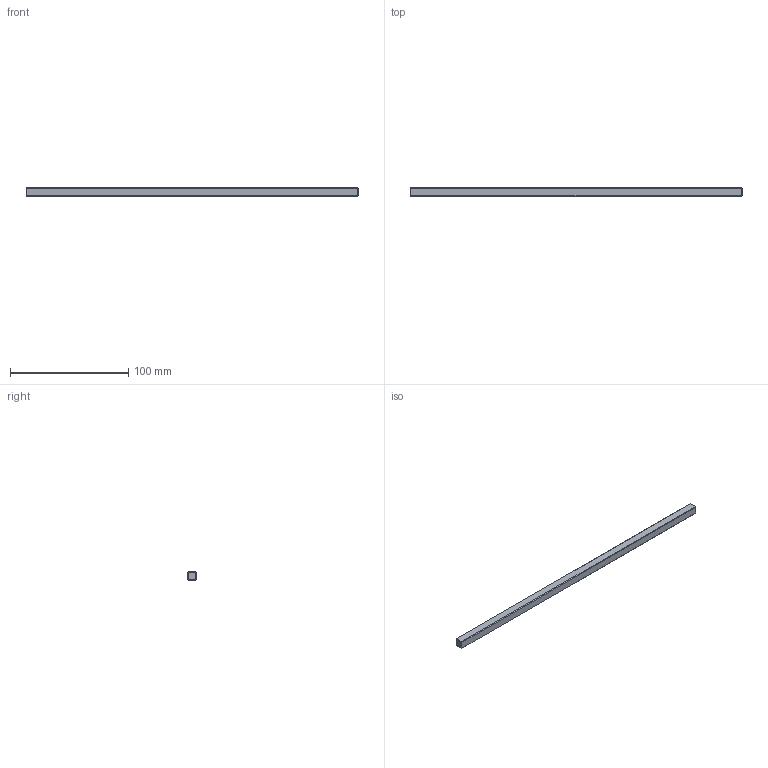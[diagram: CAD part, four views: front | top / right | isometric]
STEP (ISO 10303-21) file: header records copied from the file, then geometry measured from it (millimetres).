
FILE_DESCRIPTION(/* description */ (''),/* implementation_level */ '2;1');
FILE_NAME(/* name */ 'MiddleBottomTop.step',/* time_stamp */ '2023-06-02T12:10:03+03:00',/* author */ (''),/* organization */ (''),/* preprocessor_version */ 'ST-DEVELOPER v19.2',/* originating_system */ 'Autodesk Translation Framework v12.4.0.73',/* authorisation */ '');
FILE_SCHEMA (('AUTOMOTIVE_DESIGN { 1 0 10303 214 3 1 1 }'));
Length unit declared in the file: millimetre
Products named in the file (1): MiddleBottomTop
Bounding box: 281.1 x 7 x 7 mm (x, y, z)
Volume: 13582.8 mm3; surface area: 7693 mm2
Topology: 1 solids, 1 shells, 32 faces, 57 edges, 30 vertices
Faces by surface type: plane 29, cylinder 3
Full cylindrical faces by diameter (mm): 2.5 x3
Entity records: 775 total; most frequent: DIRECTION 129, CARTESIAN_POINT 120, ORIENTED_EDGE 114, EDGE_CURVE 57, LINE 51, VECTOR 51, AXIS2_PLACEMENT_3D 39, EDGE_LOOP 35
